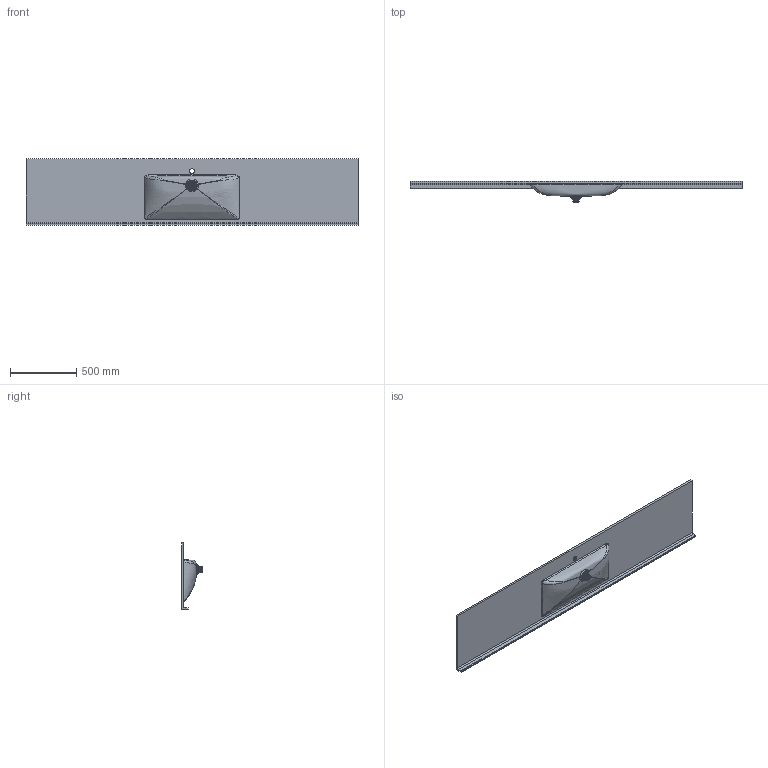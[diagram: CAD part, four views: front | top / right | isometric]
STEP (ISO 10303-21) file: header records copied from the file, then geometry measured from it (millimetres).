
FILE_DESCRIPTION (( 'STEP AP203' ), '1' );
FILE_NAME ('MALIBU70-M.STEP', '2021-09-10T09:19:34', ( '' ), ( '' ), 'SwSTEP 2.0', 'SolidWorks 2020', '' );
FILE_SCHEMA (( 'CONFIG_CONTROL_DESIGN' ));
Products named in the file (1): MALIBU70-M
Bounding box: 2500 x 163.47 x 500 mm (x, y, z)
Volume: 17274822.4 mm3; surface area: 2969709.7 mm2
Topology: 8 solids, 8 shells, 379 faces, 1027 edges, 656 vertices
Faces by surface type: cylinder 151, bspline 93, plane 70, torus 33, cone 24, sphere 8
Entity records: 148272 total; most frequent: CARTESIAN_POINT 139528, ORIENTED_EDGE 2050, DIRECTION 1593, EDGE_CURVE 1025, VERTEX_POINT 656, AXIS2_PLACEMENT_3D 638, EDGE_LOOP 413, FACE_OUTER_BOUND 379
